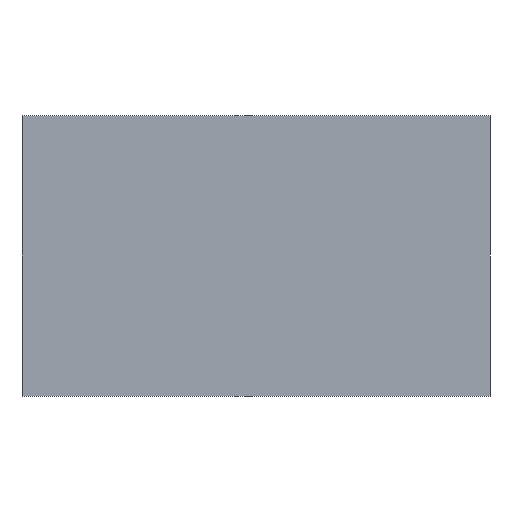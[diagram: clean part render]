
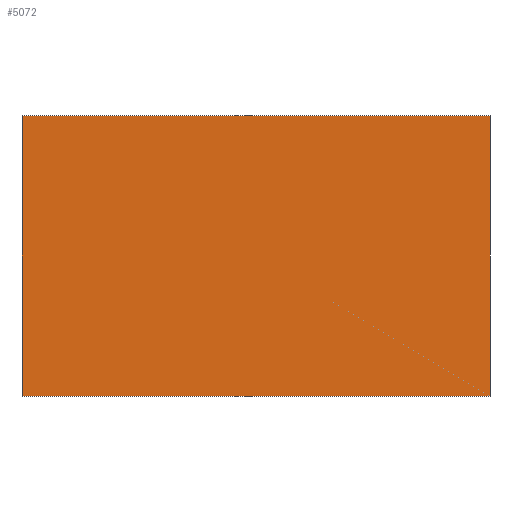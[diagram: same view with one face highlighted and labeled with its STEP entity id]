
A CAD part, front view. The second image highlights one B-rep face of the part: STEP entity #5072.
In plain terms, the highlighted planar face has unit normal (0, -1, 0).
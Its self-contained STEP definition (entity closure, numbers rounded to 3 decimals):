
#29 = ORIENTED_EDGE ( 'NONE', *, *, #4328, .F. ) ;
#92 = LINE ( 'NONE', #3986, #5397 ) ;
#247 = CARTESIAN_POINT ( 'NONE',  ( -1., 0., -0.6 ) ) ;
#832 = EDGE_LOOP ( 'NONE', ( #4864, #2273, #29, #885 ) ) ;
#885 = ORIENTED_EDGE ( 'NONE', *, *, #1451, .F. ) ;
#897 = CARTESIAN_POINT ( 'NONE',  ( -1., 0., 0.6 ) ) ;
#925 = LINE ( 'NONE', #897, #1284 ) ;
#942 = CARTESIAN_POINT ( 'NONE',  ( -1., 0., 0.6 ) ) ;
#1013 = VECTOR ( 'NONE', #4352, 1000. ) ;
#1051 = CARTESIAN_POINT ( 'NONE',  ( 1., 0., -0.6 ) ) ;
#1276 = CARTESIAN_POINT ( 'NONE',  ( 1., 0., 0.6 ) ) ;
#1284 = VECTOR ( 'NONE', #2567, 1000. ) ;
#1334 = DIRECTION ( 'NONE',  ( 0., -1., 0. ) ) ;
#1435 = CARTESIAN_POINT ( 'NONE',  ( -1., 0., -0.6 ) ) ;
#1451 = EDGE_CURVE ( 'NONE', #3029, #3054, #4907, .T. ) ;
#1455 = AXIS2_PLACEMENT_3D ( 'NONE', #2976, #1334, #3088 ) ;
#2273 = ORIENTED_EDGE ( 'NONE', *, *, #5314, .F. ) ;
#2296 = DIRECTION ( 'NONE',  ( -1., 0., 0. ) ) ;
#2399 = VECTOR ( 'NONE', #2296, 1000. ) ;
#2567 = DIRECTION ( 'NONE',  ( 0., 0., 1. ) ) ;
#2946 = EDGE_CURVE ( 'NONE', #5313, #3029, #92, .T. ) ;
#2976 = CARTESIAN_POINT ( 'NONE',  ( 1., 0., -0.6 ) ) ;
#2996 = VERTEX_POINT ( 'NONE', #4811 ) ;
#3029 = VERTEX_POINT ( 'NONE', #1051 ) ;
#3054 = VERTEX_POINT ( 'NONE', #1435 ) ;
#3088 = DIRECTION ( 'NONE',  ( 0., 0., -1. ) ) ;
#3476 = FACE_OUTER_BOUND ( 'NONE', #832, .T. ) ;
#3986 = CARTESIAN_POINT ( 'NONE',  ( 1., 0., 0.6 ) ) ;
#4328 = EDGE_CURVE ( 'NONE', #3054, #2996, #925, .T. ) ;
#4352 = DIRECTION ( 'NONE',  ( 1., 0., 0. ) ) ;
#4811 = CARTESIAN_POINT ( 'NONE',  ( -1., 0., 0.6 ) ) ;
#4864 = ORIENTED_EDGE ( 'NONE', *, *, #2946, .F. ) ;
#4907 = LINE ( 'NONE', #247, #2399 ) ;
#5072 = ADVANCED_FACE ( 'NONE', ( #3476 ), #5161, .T. ) ;
#5161 = PLANE ( 'NONE',  #1455 ) ;
#5190 = LINE ( 'NONE', #942, #1013 ) ;
#5256 = DIRECTION ( 'NONE',  ( 0., 0., -1. ) ) ;
#5313 = VERTEX_POINT ( 'NONE', #1276 ) ;
#5314 = EDGE_CURVE ( 'NONE', #2996, #5313, #5190, .T. ) ;
#5397 = VECTOR ( 'NONE', #5256, 1000. ) ;
